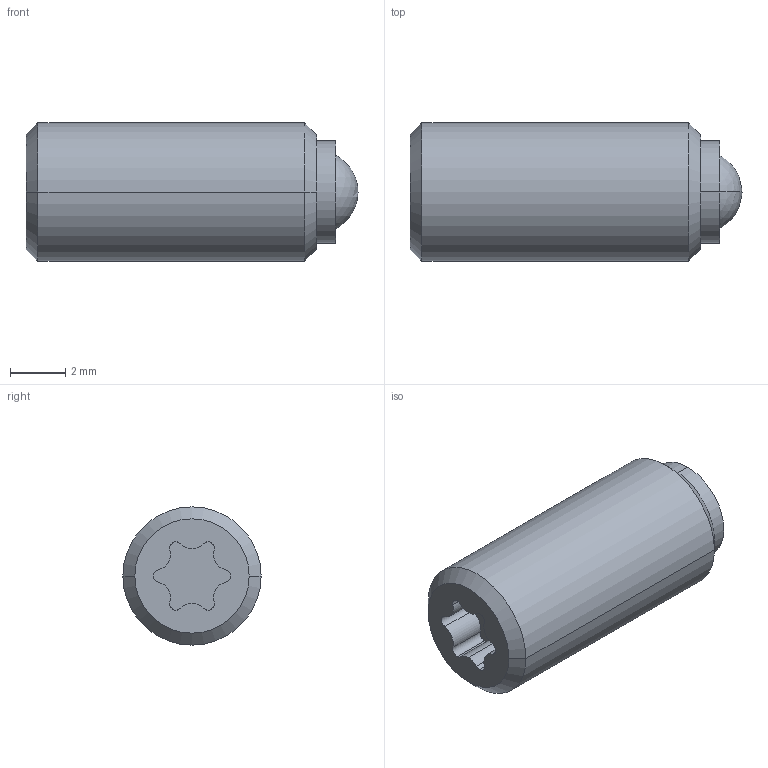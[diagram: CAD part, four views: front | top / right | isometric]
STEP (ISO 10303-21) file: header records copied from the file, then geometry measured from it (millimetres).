
FILE_DESCRIPTION(('STEP AP214'),'1');
FILE_NAME('HALDERN_EH_22720_2054.stp','2018-08-16T14:04:27',('TraceParts'),('TraceParts S.A.'),'Spatial InterOp 3D',' ',' ');
FILE_SCHEMA(('automotive_design'));
Length unit declared in the file: millimetre
Products named in the file (2): HALDERN_EH_22720_2054_1; HALDERN_EH_22720_2054_2
Bounding box: 12 x 5 x 5 mm (x, y, z)
Volume: 219.1 mm3; surface area: 245 mm2
Topology: 2 solids, 2 shells, 32 faces, 80 edges, 50 vertices
Faces by surface type: cylinder 22, cone 4, plane 4, sphere 2
Entity records: 984 total; most frequent: DIRECTION 194, CARTESIAN_POINT 160, ORIENTED_EDGE 152, AXIS2_PLACEMENT_3D 84, EDGE_CURVE 76, VERTEX_POINT 50, CIRCLE 50, EDGE_LOOP 34
